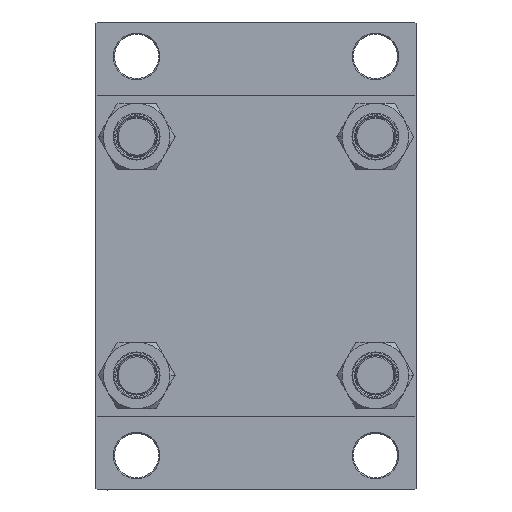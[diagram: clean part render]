
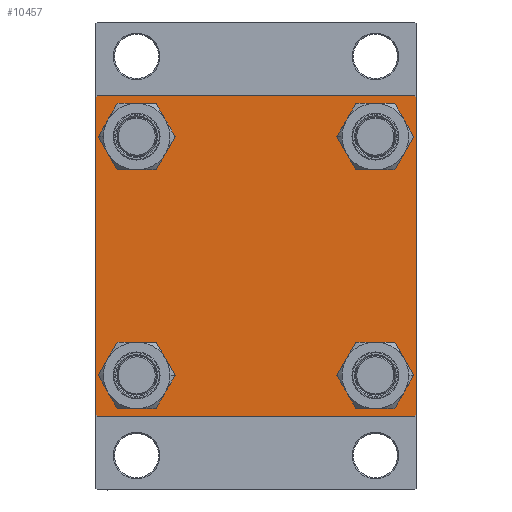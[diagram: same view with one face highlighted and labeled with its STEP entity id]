
A CAD part, left-side view. The second image highlights one B-rep face of the part: STEP entity #10457.
In plain terms, the highlighted planar face has unit normal (-1, 0, 0).
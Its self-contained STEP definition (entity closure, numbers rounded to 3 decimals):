
#71 = VERTEX_POINT ( 'NONE', #40819 ) ;
#484 = CARTESIAN_POINT ( 'NONE',  ( 0., 65., -64.5 ) ) ;
#739 = CARTESIAN_POINT ( 'NONE',  ( 0., -65., 65. ) ) ;
#828 = DIRECTION ( 'NONE',  ( 0., -0.707, -0.707 ) ) ;
#1017 = CARTESIAN_POINT ( 'NONE',  ( 0., -48.45, 39.95 ) ) ;
#1189 = EDGE_CURVE ( 'NONE', #30401, #34075, #13519, .T. ) ;
#1584 = EDGE_CURVE ( 'NONE', #31557, #9853, #2718, .T. ) ;
#2160 = VECTOR ( 'NONE', #44965, 1000. ) ;
#2459 = EDGE_CURVE ( 'NONE', #19729, #33754, #25786, .T. ) ;
#2540 = VERTEX_POINT ( 'NONE', #41672 ) ;
#2596 = DIRECTION ( 'NONE',  ( 0., 0., 1. ) ) ;
#2718 = CIRCLE ( 'NONE', #14959, 8.5 ) ;
#2762 = DIRECTION ( 'NONE',  ( 0., 0., 1. ) ) ;
#3323 = ORIENTED_EDGE ( 'NONE', *, *, #2459, .T. ) ;
#3330 = EDGE_CURVE ( 'NONE', #2540, #6458, #31876, .T. ) ;
#4219 = DIRECTION ( 'NONE',  ( 0., 0., 1. ) ) ;
#4800 = ORIENTED_EDGE ( 'NONE', *, *, #27226, .T. ) ;
#4983 = CARTESIAN_POINT ( 'NONE',  ( 0., 48.45, 56.95 ) ) ;
#4992 = CARTESIAN_POINT ( 'NONE',  ( 0., -65., 64.5 ) ) ;
#5668 = CARTESIAN_POINT ( 'NONE',  ( 0., -48.45, 56.95 ) ) ;
#6031 = CARTESIAN_POINT ( 'NONE',  ( 0., 65., 65. ) ) ;
#6168 = EDGE_CURVE ( 'NONE', #34573, #39034, #32058, .T. ) ;
#6271 = DIRECTION ( 'NONE',  ( 0., -1., 0. ) ) ;
#6458 = VERTEX_POINT ( 'NONE', #13735 ) ;
#6501 = EDGE_LOOP ( 'NONE', ( #30907, #29734, #24111, #8372, #12102, #7308, #40959, #33504 ) ) ;
#6600 = VERTEX_POINT ( 'NONE', #4992 ) ;
#6823 = EDGE_CURVE ( 'NONE', #24544, #71, #23613, .T. ) ;
#6898 = CARTESIAN_POINT ( 'NONE',  ( 0., -48.45, -48.45 ) ) ;
#7247 = FACE_BOUND ( 'NONE', #32761, .T. ) ;
#7308 = ORIENTED_EDGE ( 'NONE', *, *, #32012, .T. ) ;
#7484 = FACE_BOUND ( 'NONE', #26965, .T. ) ;
#7601 = CARTESIAN_POINT ( 'NONE',  ( 0., 48.45, -56.95 ) ) ;
#8372 = ORIENTED_EDGE ( 'NONE', *, *, #11718, .T. ) ;
#8917 = AXIS2_PLACEMENT_3D ( 'NONE', #46698, #17239, #42593 ) ;
#9019 = DIRECTION ( 'NONE',  ( 1., 0., 0. ) ) ;
#9853 = VERTEX_POINT ( 'NONE', #7601 ) ;
#10297 = LINE ( 'NONE', #25043, #19764 ) ;
#10457 = ADVANCED_FACE ( 'NONE', ( #7484, #7247, #18366, #10627, #17898 ), #44433, .T. ) ;
#10627 = FACE_BOUND ( 'NONE', #40488, .T. ) ;
#11324 = CARTESIAN_POINT ( 'NONE',  ( 0., -64.75, 64.75 ) ) ;
#11390 = CARTESIAN_POINT ( 'NONE',  ( 0., -64.5, 65. ) ) ;
#11718 = EDGE_CURVE ( 'NONE', #6458, #44441, #22540, .T. ) ;
#12102 = ORIENTED_EDGE ( 'NONE', *, *, #28047, .F. ) ;
#12469 = EDGE_LOOP ( 'NONE', ( #31986, #31787 ) ) ;
#12748 = DIRECTION ( 'NONE',  ( 1., 0., 0. ) ) ;
#13143 = VECTOR ( 'NONE', #6271, 1000. ) ;
#13159 = EDGE_CURVE ( 'NONE', #39034, #34573, #44623, .T. ) ;
#13516 = CARTESIAN_POINT ( 'NONE',  ( 0., 65., -65. ) ) ;
#13519 = LINE ( 'NONE', #28250, #14261 ) ;
#13735 = CARTESIAN_POINT ( 'NONE',  ( 0., -64.5, -65. ) ) ;
#14101 = CARTESIAN_POINT ( 'NONE',  ( 0., -65., -64.5 ) ) ;
#14116 = CARTESIAN_POINT ( 'NONE',  ( 0., 48.45, -39.95 ) ) ;
#14261 = VECTOR ( 'NONE', #23923, 1000. ) ;
#14362 = AXIS2_PLACEMENT_3D ( 'NONE', #6898, #37312, #4219 ) ;
#14436 = VERTEX_POINT ( 'NONE', #11390 ) ;
#14959 = AXIS2_PLACEMENT_3D ( 'NONE', #32757, #25527, #28436 ) ;
#16094 = CARTESIAN_POINT ( 'NONE',  ( 0., -48.45, -48.45 ) ) ;
#16665 = AXIS2_PLACEMENT_3D ( 'NONE', #16094, #29873, #34206 ) ;
#17239 = DIRECTION ( 'NONE',  ( 1., 0., 0. ) ) ;
#17311 = AXIS2_PLACEMENT_3D ( 'NONE', #31597, #12748, #2596 ) ;
#17898 = FACE_OUTER_BOUND ( 'NONE', #6501, .T. ) ;
#18134 = CARTESIAN_POINT ( 'NONE',  ( 0., 0., 0. ) ) ;
#18366 = FACE_BOUND ( 'NONE', #12469, .T. ) ;
#19009 = VECTOR ( 'NONE', #38151, 1000. ) ;
#19729 = VERTEX_POINT ( 'NONE', #5668 ) ;
#19764 = VECTOR ( 'NONE', #36611, 1000. ) ;
#20381 = CARTESIAN_POINT ( 'NONE',  ( 0., 64.75, -64.75 ) ) ;
#21123 = DIRECTION ( 'NONE',  ( 1., 0., 0. ) ) ;
#21169 = VECTOR ( 'NONE', #28246, 1000. ) ;
#21499 = LINE ( 'NONE', #11324, #46103 ) ;
#21824 = CARTESIAN_POINT ( 'NONE',  ( 0., 48.45, 39.95 ) ) ;
#22540 = LINE ( 'NONE', #37729, #2160 ) ;
#23526 = DIRECTION ( 'NONE',  ( 0., 0., 1. ) ) ;
#23613 = CIRCLE ( 'NONE', #14362, 8.5 ) ;
#23923 = DIRECTION ( 'NONE',  ( 0., 0., -1. ) ) ;
#24111 = ORIENTED_EDGE ( 'NONE', *, *, #3330, .T. ) ;
#24126 = ORIENTED_EDGE ( 'NONE', *, *, #44486, .T. ) ;
#24396 = LINE ( 'NONE', #6031, #13143 ) ;
#24544 = VERTEX_POINT ( 'NONE', #29620 ) ;
#25043 = CARTESIAN_POINT ( 'NONE',  ( 0., 64.75, 64.75 ) ) ;
#25135 = ORIENTED_EDGE ( 'NONE', *, *, #6168, .T. ) ;
#25527 = DIRECTION ( 'NONE',  ( 1., 0., 0. ) ) ;
#25750 = DIRECTION ( 'NONE',  ( 0., 0., 1. ) ) ;
#25786 = CIRCLE ( 'NONE', #17311, 8.5 ) ;
#26891 = EDGE_CURVE ( 'NONE', #9853, #31557, #28995, .T. ) ;
#26965 = EDGE_LOOP ( 'NONE', ( #3323, #24126 ) ) ;
#27143 = CARTESIAN_POINT ( 'NONE',  ( 0., 48.45, -48.45 ) ) ;
#27226 = EDGE_CURVE ( 'NONE', #71, #24544, #30521, .T. ) ;
#27626 = LINE ( 'NONE', #20381, #41079 ) ;
#28047 = EDGE_CURVE ( 'NONE', #6600, #44441, #34067, .T. ) ;
#28246 = DIRECTION ( 'NONE',  ( 0., -1., 0. ) ) ;
#28250 = CARTESIAN_POINT ( 'NONE',  ( 0., 65., 65. ) ) ;
#28409 = EDGE_CURVE ( 'NONE', #42498, #30401, #10297, .T. ) ;
#28436 = DIRECTION ( 'NONE',  ( 0., 0., 1. ) ) ;
#28658 = DIRECTION ( 'NONE',  ( 1., 0., 0. ) ) ;
#28995 = CIRCLE ( 'NONE', #44407, 8.5 ) ;
#29258 = ORIENTED_EDGE ( 'NONE', *, *, #6823, .T. ) ;
#29476 = DIRECTION ( 'NONE',  ( -1., 0., 0. ) ) ;
#29620 = CARTESIAN_POINT ( 'NONE',  ( 0., -48.45, -56.95 ) ) ;
#29734 = ORIENTED_EDGE ( 'NONE', *, *, #47485, .T. ) ;
#29873 = DIRECTION ( 'NONE',  ( 1., 0., 0. ) ) ;
#30142 = CARTESIAN_POINT ( 'NONE',  ( 0., 65., 64.5 ) ) ;
#30401 = VERTEX_POINT ( 'NONE', #30142 ) ;
#30521 = CIRCLE ( 'NONE', #16665, 8.5 ) ;
#30907 = ORIENTED_EDGE ( 'NONE', *, *, #1189, .T. ) ;
#31557 = VERTEX_POINT ( 'NONE', #14116 ) ;
#31597 = CARTESIAN_POINT ( 'NONE',  ( 0., -48.45, 48.45 ) ) ;
#31787 = ORIENTED_EDGE ( 'NONE', *, *, #26891, .T. ) ;
#31876 = LINE ( 'NONE', #13516, #21169 ) ;
#31986 = ORIENTED_EDGE ( 'NONE', *, *, #1584, .T. ) ;
#32012 = EDGE_CURVE ( 'NONE', #6600, #14436, #21499, .T. ) ;
#32058 = CIRCLE ( 'NONE', #8917, 8.5 ) ;
#32757 = CARTESIAN_POINT ( 'NONE',  ( 0., 48.45, -48.45 ) ) ;
#32761 = EDGE_LOOP ( 'NONE', ( #4800, #29258 ) ) ;
#33504 = ORIENTED_EDGE ( 'NONE', *, *, #28409, .T. ) ;
#33754 = VERTEX_POINT ( 'NONE', #1017 ) ;
#34067 = LINE ( 'NONE', #739, #19009 ) ;
#34075 = VERTEX_POINT ( 'NONE', #484 ) ;
#34206 = DIRECTION ( 'NONE',  ( 0., 0., 1. ) ) ;
#34573 = VERTEX_POINT ( 'NONE', #21824 ) ;
#34823 = AXIS2_PLACEMENT_3D ( 'NONE', #39466, #21123, #2762 ) ;
#35669 = CARTESIAN_POINT ( 'NONE',  ( 0., 48.45, 48.45 ) ) ;
#36234 = ORIENTED_EDGE ( 'NONE', *, *, #13159, .T. ) ;
#36611 = DIRECTION ( 'NONE',  ( 0., 0.707, -0.707 ) ) ;
#37312 = DIRECTION ( 'NONE',  ( 1., 0., 0. ) ) ;
#37729 = CARTESIAN_POINT ( 'NONE',  ( 0., -64.75, -64.75 ) ) ;
#38151 = DIRECTION ( 'NONE',  ( 0., 0., -1. ) ) ;
#39034 = VERTEX_POINT ( 'NONE', #4983 ) ;
#39466 = CARTESIAN_POINT ( 'NONE',  ( 0., -48.45, 48.45 ) ) ;
#39831 = DIRECTION ( 'NONE',  ( 0., 0.707, 0.707 ) ) ;
#40216 = CIRCLE ( 'NONE', #34823, 8.5 ) ;
#40488 = EDGE_LOOP ( 'NONE', ( #36234, #25135 ) ) ;
#40596 = CARTESIAN_POINT ( 'NONE',  ( 0., 64.5, 65. ) ) ;
#40819 = CARTESIAN_POINT ( 'NONE',  ( 0., -48.45, -39.95 ) ) ;
#40959 = ORIENTED_EDGE ( 'NONE', *, *, #41547, .F. ) ;
#41079 = VECTOR ( 'NONE', #828, 1000. ) ;
#41547 = EDGE_CURVE ( 'NONE', #42498, #14436, #24396, .T. ) ;
#41672 = CARTESIAN_POINT ( 'NONE',  ( 0., 64.5, -65. ) ) ;
#42498 = VERTEX_POINT ( 'NONE', #40596 ) ;
#42593 = DIRECTION ( 'NONE',  ( 0., 0., 1. ) ) ;
#44407 = AXIS2_PLACEMENT_3D ( 'NONE', #27143, #9019, #23526 ) ;
#44433 = PLANE ( 'NONE',  #44520 ) ;
#44441 = VERTEX_POINT ( 'NONE', #14101 ) ;
#44486 = EDGE_CURVE ( 'NONE', #33754, #19729, #40216, .T. ) ;
#44520 = AXIS2_PLACEMENT_3D ( 'NONE', #18134, #29476, #47576 ) ;
#44623 = CIRCLE ( 'NONE', #46187, 8.5 ) ;
#44965 = DIRECTION ( 'NONE',  ( 0., -0.707, 0.707 ) ) ;
#46103 = VECTOR ( 'NONE', #39831, 1000. ) ;
#46187 = AXIS2_PLACEMENT_3D ( 'NONE', #35669, #28658, #25750 ) ;
#46698 = CARTESIAN_POINT ( 'NONE',  ( 0., 48.45, 48.45 ) ) ;
#47485 = EDGE_CURVE ( 'NONE', #34075, #2540, #27626, .T. ) ;
#47576 = DIRECTION ( 'NONE',  ( 0., 0., 1. ) ) ;
